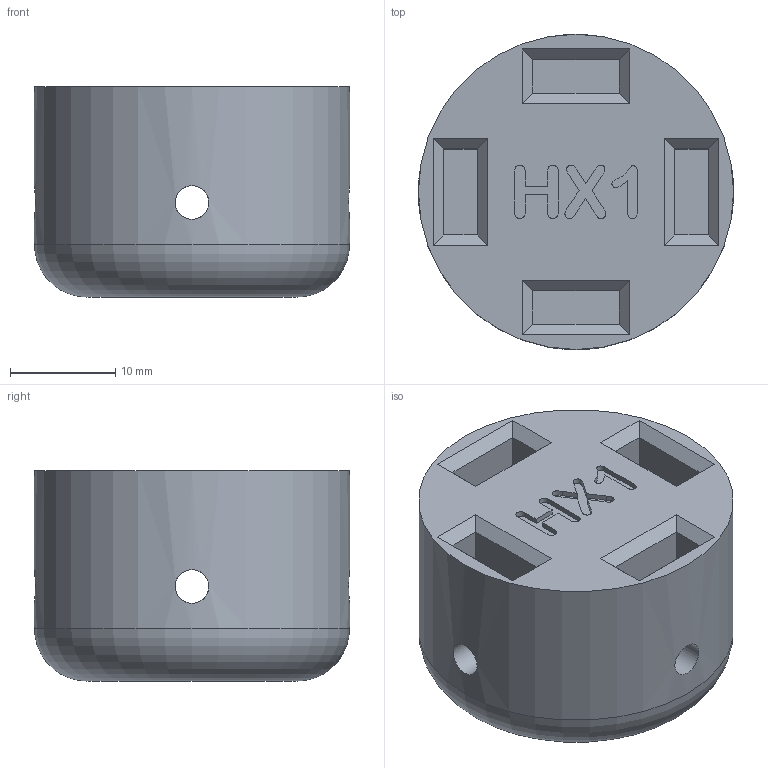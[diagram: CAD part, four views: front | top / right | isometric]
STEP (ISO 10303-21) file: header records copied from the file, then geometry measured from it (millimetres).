
FILE_DESCRIPTION(('HOOPS Exchange Step'),'2;1');
FILE_NAME('temp_export','2025-01-14T13:42:02+10:00',('mobile'),('Shapr3D Limited'),'HOOPS Exchange 2024.6','Shapr3D','Authorized');
FILE_SCHEMA( ('AP242_MANAGED_MODEL_BASED_3D_ENGINEERING_MIM_LF {1 0 10303 442 1 1 4 }') );
Length unit declared in the file: millimetre
Products named in the file (1): root
Bounding box: 30 x 30 x 20 mm (x, y, z)
Volume: 9971.5 mm3; surface area: 5237.1 mm2
Topology: 1 solids, 1 shells, 93 faces, 243 edges, 157 vertices
Faces by surface type: plane 72, bspline 11, cylinder 9, torus 1
Full cylindrical faces by diameter (mm): 3.2 x8, 30 x1
Entity records: 3727 total; most frequent: CARTESIAN_POINT 1435, ORIENTED_EDGE 486, DIRECTION 413, EDGE_CURVE 243, VECTOR 187, LINE 187, VERTEX_POINT 157, EDGE_LOOP 114
